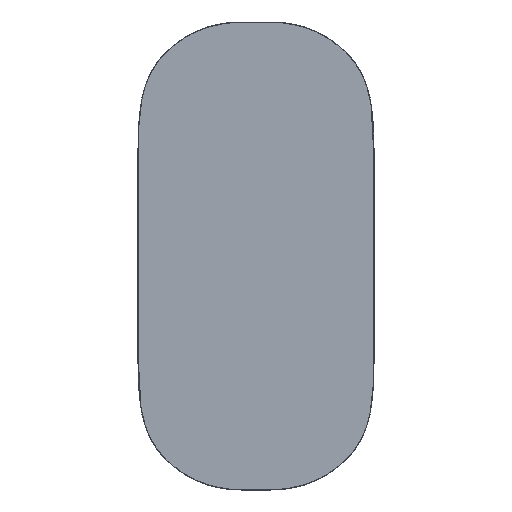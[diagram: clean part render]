
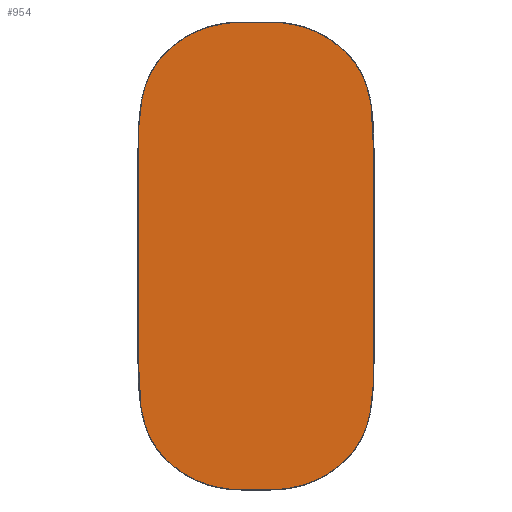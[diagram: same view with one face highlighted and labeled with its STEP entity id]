
A CAD part, top view. The second image highlights one B-rep face of the part: STEP entity #954.
In plain terms, the highlighted planar face has unit normal (0, 0, 1).
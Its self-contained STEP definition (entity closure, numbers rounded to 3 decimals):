
#229=DIRECTION('',(-1.,0.,0.));
#230=VECTOR('',#229,60.);
#231=CARTESIAN_POINT('',(30.,474.5,6.));
#232=LINE('',#231,#230);
#233=CARTESIAN_POINT('',(239.5,200.,6.));
#234=CARTESIAN_POINT('',(239.5,214.497,6.));
#235=CARTESIAN_POINT('',(239.147,244.507,6.));
#236=CARTESIAN_POINT('',(236.892,283.407,6.));
#237=CARTESIAN_POINT('',(232.124,318.549,6.));
#238=CARTESIAN_POINT('',(224.118,348.882,6.));
#239=CARTESIAN_POINT('',(213.182,373.724,6.));
#240=CARTESIAN_POINT('',(199.249,395.399,6.));
#241=CARTESIAN_POINT('',(179.311,417.666,6.));
#242=CARTESIAN_POINT('',(154.951,437.44,6.));
#243=CARTESIAN_POINT('',(127.323,453.554,6.));
#244=CARTESIAN_POINT('',(97.103,465.435,6.));
#245=CARTESIAN_POINT('',(64.775,472.809,6.));
#246=CARTESIAN_POINT('',(41.476,474.5,6.));
#247=CARTESIAN_POINT('',(30.,474.5,6.));
#249=DIRECTION('',(0.,1.,0.));
#250=VECTOR('',#249,400.);
#251=CARTESIAN_POINT('',(239.5,-200.,6.));
#252=LINE('',#251,#250);
#253=CARTESIAN_POINT('',(30.,-474.5,6.));
#254=CARTESIAN_POINT('',(41.565,-474.5,6.));
#255=CARTESIAN_POINT('',(65.124,-472.764,6.));
#256=CARTESIAN_POINT('',(97.336,-465.357,6.));
#257=CARTESIAN_POINT('',(127.548,-453.446,6.));
#258=CARTESIAN_POINT('',(155.128,-437.315,6.));
#259=CARTESIAN_POINT('',(179.448,-417.535,6.));
#260=CARTESIAN_POINT('',(199.343,-395.275,6.));
#261=CARTESIAN_POINT('',(213.24,-373.613,6.));
#262=CARTESIAN_POINT('',(224.16,-348.764,6.));
#263=CARTESIAN_POINT('',(232.151,-318.403,6.));
#264=CARTESIAN_POINT('',(236.905,-283.267,6.));
#265=CARTESIAN_POINT('',(239.153,-244.285,6.));
#266=CARTESIAN_POINT('',(239.5,-214.442,6.));
#267=CARTESIAN_POINT('',(239.5,-200.,6.));
#269=DIRECTION('',(1.,0.,0.));
#270=VECTOR('',#269,60.);
#271=CARTESIAN_POINT('',(-30.,-474.5,6.));
#272=LINE('',#271,#270);
#273=CARTESIAN_POINT('',(-239.5,-200.,6.));
#274=CARTESIAN_POINT('',(-239.5,-214.497,6.));
#275=CARTESIAN_POINT('',(-239.147,-244.507,6.));
#276=CARTESIAN_POINT('',(-236.892,-283.407,6.));
#277=CARTESIAN_POINT('',(-232.124,-318.549,6.));
#278=CARTESIAN_POINT('',(-224.118,-348.882,6.));
#279=CARTESIAN_POINT('',(-213.182,-373.724,6.));
#280=CARTESIAN_POINT('',(-199.249,-395.399,6.));
#281=CARTESIAN_POINT('',(-179.311,-417.666,6.));
#282=CARTESIAN_POINT('',(-154.951,-437.44,6.));
#283=CARTESIAN_POINT('',(-127.323,-453.554,6.));
#284=CARTESIAN_POINT('',(-97.103,-465.435,6.));
#285=CARTESIAN_POINT('',(-64.775,-472.809,6.));
#286=CARTESIAN_POINT('',(-41.476,-474.5,6.));
#287=CARTESIAN_POINT('',(-30.,-474.5,6.));
#289=DIRECTION('',(0.,-1.,0.));
#290=VECTOR('',#289,400.);
#291=CARTESIAN_POINT('',(-239.5,200.,6.));
#292=LINE('',#291,#290);
#293=CARTESIAN_POINT('',(-30.,474.5,6.));
#294=CARTESIAN_POINT('',(-41.565,474.5,6.));
#295=CARTESIAN_POINT('',(-65.124,472.764,6.));
#296=CARTESIAN_POINT('',(-97.336,465.357,6.));
#297=CARTESIAN_POINT('',(-127.548,453.446,6.));
#298=CARTESIAN_POINT('',(-155.128,437.315,6.));
#299=CARTESIAN_POINT('',(-179.448,417.535,6.));
#300=CARTESIAN_POINT('',(-199.343,395.275,6.));
#301=CARTESIAN_POINT('',(-213.24,373.613,6.));
#302=CARTESIAN_POINT('',(-224.16,348.764,6.));
#303=CARTESIAN_POINT('',(-232.151,318.403,6.));
#304=CARTESIAN_POINT('',(-236.905,283.267,6.));
#305=CARTESIAN_POINT('',(-239.153,244.285,6.));
#306=CARTESIAN_POINT('',(-239.5,214.442,6.));
#307=CARTESIAN_POINT('',(-239.5,200.,6.));
#363=CARTESIAN_POINT('',(30.,474.5,6.));
#364=CARTESIAN_POINT('',(-30.,474.5,6.));
#365=VERTEX_POINT('',#363);
#366=VERTEX_POINT('',#364);
#371=VERTEX_POINT('',#307);
#373=CARTESIAN_POINT('',(-239.5,-200.,6.));
#374=VERTEX_POINT('',#373);
#377=VERTEX_POINT('',#287);
#379=CARTESIAN_POINT('',(30.,-474.5,6.));
#380=VERTEX_POINT('',#379);
#383=VERTEX_POINT('',#267);
#385=CARTESIAN_POINT('',(239.5,200.,6.));
#386=VERTEX_POINT('',#385);
#932=CARTESIAN_POINT('',(0.,0.,6.));
#933=DIRECTION('',(0.,0.,1.));
#934=DIRECTION('',(1.,0.,0.));
#935=AXIS2_PLACEMENT_3D('',#932,#933,#934);
#936=PLANE('',#935);
#937=ORIENTED_EDGE('',*,*,#922,.F.);
#939=ORIENTED_EDGE('',*,*,#938,.F.);
#941=ORIENTED_EDGE('',*,*,#940,.F.);
#943=ORIENTED_EDGE('',*,*,#942,.F.);
#945=ORIENTED_EDGE('',*,*,#944,.F.);
#947=ORIENTED_EDGE('',*,*,#946,.F.);
#949=ORIENTED_EDGE('',*,*,#948,.F.);
#951=ORIENTED_EDGE('',*,*,#950,.F.);
#952=EDGE_LOOP('',(#937,#939,#941,#943,#945,#947,#949,#951));
#953=FACE_OUTER_BOUND('',#952,.F.);
#954=ADVANCED_FACE('',(#953),#936,.T.);
#248=B_SPLINE_CURVE_WITH_KNOTS('',3,(#233,#234,#235,#236,#237,#238,#239,#240,
#241,#242,#243,#244,#245,#246,#247),.UNSPECIFIED.,.F.,.F.,(4,1,1,1,1,1,1,1,1,1,
1,1,4),(0.,0.083,0.167,0.25,
0.333,0.417,0.5,0.583,
0.667,0.75,0.833,0.917,1.),
.UNSPECIFIED.);
#268=B_SPLINE_CURVE_WITH_KNOTS('',3,(#253,#254,#255,#256,#257,#258,#259,#260,
#261,#262,#263,#264,#265,#266,#267),.UNSPECIFIED.,.F.,.F.,(4,1,1,1,1,1,1,1,1,1,
1,1,4),(0.,0.083,0.167,0.25,
0.333,0.417,0.5,0.583,
0.667,0.75,0.833,0.917,1.),
.UNSPECIFIED.);
#288=B_SPLINE_CURVE_WITH_KNOTS('',3,(#273,#274,#275,#276,#277,#278,#279,#280,
#281,#282,#283,#284,#285,#286,#287),.UNSPECIFIED.,.F.,.F.,(4,1,1,1,1,1,1,1,1,1,
1,1,4),(0.,0.083,0.167,0.25,
0.333,0.417,0.5,0.583,
0.667,0.75,0.833,0.917,1.),
.UNSPECIFIED.);
#308=B_SPLINE_CURVE_WITH_KNOTS('',3,(#293,#294,#295,#296,#297,#298,#299,#300,
#301,#302,#303,#304,#305,#306,#307),.UNSPECIFIED.,.F.,.F.,(4,1,1,1,1,1,1,1,1,1,
1,1,4),(0.,0.083,0.167,0.25,
0.333,0.417,0.5,0.583,
0.667,0.75,0.833,0.917,1.),
.UNSPECIFIED.);
#922=EDGE_CURVE('',#365,#366,#232,.T.);
#938=EDGE_CURVE('',#386,#365,#248,.T.);
#940=EDGE_CURVE('',#383,#386,#252,.T.);
#942=EDGE_CURVE('',#380,#383,#268,.T.);
#944=EDGE_CURVE('',#377,#380,#272,.T.);
#946=EDGE_CURVE('',#374,#377,#288,.T.);
#948=EDGE_CURVE('',#371,#374,#292,.T.);
#950=EDGE_CURVE('',#366,#371,#308,.T.);
